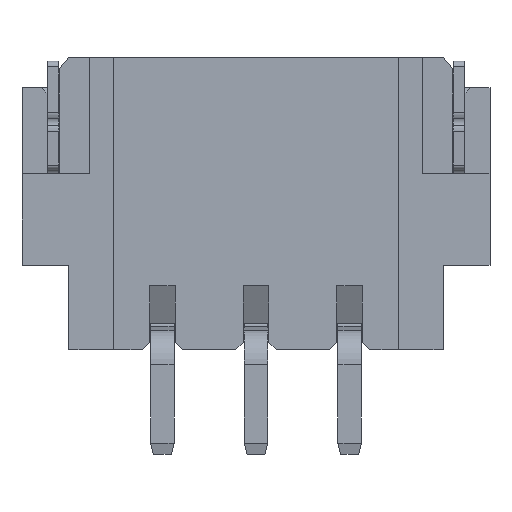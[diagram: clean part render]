
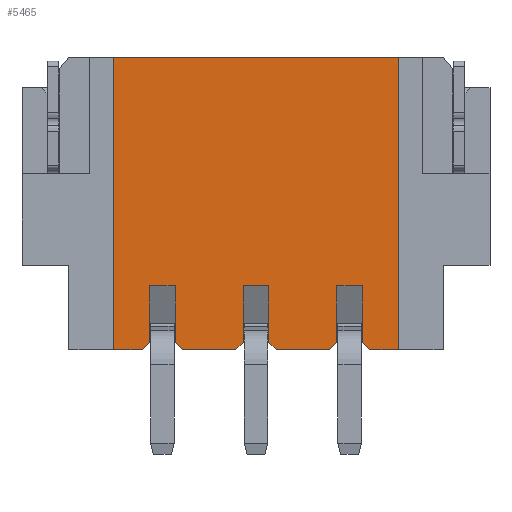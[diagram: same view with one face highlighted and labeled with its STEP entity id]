
A CAD part, front view. The second image highlights one B-rep face of the part: STEP entity #5465.
In plain terms, the highlighted planar face has unit normal (0, -1, 0).
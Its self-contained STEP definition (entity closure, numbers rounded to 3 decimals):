
#227=DIRECTION('',(-0.707,0.,0.707));
#228=VECTOR('',#227,0.283);
#229=CARTESIAN_POINT('',(9.29,-5.7,-7.8));
#230=LINE('',#229,#228);
#231=DIRECTION('',(0.,0.,1.));
#232=VECTOR('',#231,1.5);
#233=CARTESIAN_POINT('',(9.09,-5.7,-7.6));
#234=LINE('',#233,#232);
#235=DIRECTION('',(-1.,0.,0.));
#236=VECTOR('',#235,0.68);
#237=CARTESIAN_POINT('',(9.09,-5.7,-6.1));
#238=LINE('',#237,#236);
#239=DIRECTION('',(-0.707,0.,-0.707));
#240=VECTOR('',#239,0.283);
#241=CARTESIAN_POINT('',(8.41,-5.7,-7.6));
#242=LINE('',#241,#240);
#243=DIRECTION('',(-0.707,0.,0.707));
#244=VECTOR('',#243,0.283);
#245=CARTESIAN_POINT('',(6.79,-5.7,-7.8));
#246=LINE('',#245,#244);
#247=DIRECTION('',(-1.,0.,0.));
#248=VECTOR('',#247,0.68);
#249=CARTESIAN_POINT('',(6.59,-5.7,-6.1));
#250=LINE('',#249,#248);
#251=DIRECTION('',(-0.707,0.,-0.707));
#252=VECTOR('',#251,0.283);
#253=CARTESIAN_POINT('',(5.91,-5.7,-7.6));
#254=LINE('',#253,#252);
#255=DIRECTION('',(-0.707,0.,0.707));
#256=VECTOR('',#255,0.283);
#257=CARTESIAN_POINT('',(4.29,-5.7,-7.8));
#258=LINE('',#257,#256);
#259=DIRECTION('',(-1.,0.,0.));
#260=VECTOR('',#259,0.68);
#261=CARTESIAN_POINT('',(4.09,-5.7,-6.1));
#262=LINE('',#261,#260);
#263=DIRECTION('',(-0.707,0.,-0.707));
#264=VECTOR('',#263,0.283);
#265=CARTESIAN_POINT('',(3.41,-5.7,-7.6));
#266=LINE('',#265,#264);
#267=DIRECTION('',(1.,0.,0.));
#268=VECTOR('',#267,7.6);
#269=CARTESIAN_POINT('',(2.45,-5.7,0.));
#270=LINE('',#269,#268);
#283=DIRECTION('',(1.,0.,0.));
#284=VECTOR('',#283,0.76);
#285=CARTESIAN_POINT('',(9.29,-5.7,-7.8));
#286=LINE('',#285,#284);
#295=DIRECTION('',(0.,0.,1.));
#296=VECTOR('',#295,7.8);
#297=CARTESIAN_POINT('',(10.05,-5.7,-7.8));
#298=LINE('',#297,#296);
#1269=DIRECTION('',(0.,0.,1.));
#1270=VECTOR('',#1269,1.5);
#1271=CARTESIAN_POINT('',(8.41,-5.7,-7.6));
#1272=LINE('',#1271,#1270);
#1309=DIRECTION('',(0.,0.,-1.));
#1310=VECTOR('',#1309,1.5);
#1311=CARTESIAN_POINT('',(6.59,-5.7,-6.1));
#1312=LINE('',#1311,#1310);
#1325=DIRECTION('',(1.,0.,0.));
#1326=VECTOR('',#1325,1.42);
#1327=CARTESIAN_POINT('',(6.79,-5.7,-7.8));
#1328=LINE('',#1327,#1326);
#1333=DIRECTION('',(0.,0.,1.));
#1334=VECTOR('',#1333,1.5);
#1335=CARTESIAN_POINT('',(5.91,-5.7,-7.6));
#1336=LINE('',#1335,#1334);
#1373=DIRECTION('',(0.,0.,-1.));
#1374=VECTOR('',#1373,1.5);
#1375=CARTESIAN_POINT('',(4.09,-5.7,-6.1));
#1376=LINE('',#1375,#1374);
#1385=DIRECTION('',(1.,0.,0.));
#1386=VECTOR('',#1385,1.42);
#1387=CARTESIAN_POINT('',(4.29,-5.7,-7.8));
#1388=LINE('',#1387,#1386);
#1393=DIRECTION('',(0.,0.,1.));
#1394=VECTOR('',#1393,1.5);
#1395=CARTESIAN_POINT('',(3.41,-5.7,-7.6));
#1396=LINE('',#1395,#1394);
#1413=DIRECTION('',(1.,0.,0.));
#1414=VECTOR('',#1413,0.76);
#1415=CARTESIAN_POINT('',(2.45,-5.7,-7.8));
#1416=LINE('',#1415,#1414);
#2355=DIRECTION('',(0.,0.,-1.));
#2356=VECTOR('',#2355,7.8);
#2357=CARTESIAN_POINT('',(2.45,-5.7,0.));
#2358=LINE('',#2357,#2356);
#3805=CARTESIAN_POINT('',(10.05,-5.7,0.));
#3807=VERTEX_POINT('',#3805);
#3809=CARTESIAN_POINT('',(2.45,-5.7,0.));
#3810=VERTEX_POINT('',#3809);
#4080=CARTESIAN_POINT('',(4.09,-5.7,-6.1));
#4082=VERTEX_POINT('',#4080);
#4086=CARTESIAN_POINT('',(6.59,-5.7,-6.1));
#4088=VERTEX_POINT('',#4086);
#4092=CARTESIAN_POINT('',(9.09,-5.7,-6.1));
#4094=VERTEX_POINT('',#4092);
#4125=CARTESIAN_POINT('',(9.09,-5.7,-7.6));
#4126=VERTEX_POINT('',#4125);
#4127=CARTESIAN_POINT('',(9.29,-5.7,-7.8));
#4128=VERTEX_POINT('',#4127);
#4129=CARTESIAN_POINT('',(8.41,-5.7,-6.1));
#4130=VERTEX_POINT('',#4129);
#4131=CARTESIAN_POINT('',(8.41,-5.7,-7.6));
#4132=VERTEX_POINT('',#4131);
#4133=CARTESIAN_POINT('',(8.21,-5.7,-7.8));
#4134=VERTEX_POINT('',#4133);
#4135=CARTESIAN_POINT('',(6.79,-5.7,-7.8));
#4136=CARTESIAN_POINT('',(6.59,-5.7,-7.6));
#4137=VERTEX_POINT('',#4135);
#4138=VERTEX_POINT('',#4136);
#4139=CARTESIAN_POINT('',(5.91,-5.7,-6.1));
#4140=VERTEX_POINT('',#4139);
#4141=CARTESIAN_POINT('',(5.91,-5.7,-7.6));
#4142=VERTEX_POINT('',#4141);
#4143=CARTESIAN_POINT('',(5.71,-5.7,-7.8));
#4144=VERTEX_POINT('',#4143);
#4145=CARTESIAN_POINT('',(4.29,-5.7,-7.8));
#4146=CARTESIAN_POINT('',(4.09,-5.7,-7.6));
#4147=VERTEX_POINT('',#4145);
#4148=VERTEX_POINT('',#4146);
#4149=CARTESIAN_POINT('',(3.41,-5.7,-6.1));
#4150=VERTEX_POINT('',#4149);
#4151=CARTESIAN_POINT('',(3.41,-5.7,-7.6));
#4152=VERTEX_POINT('',#4151);
#4153=CARTESIAN_POINT('',(3.21,-5.7,-7.8));
#4154=VERTEX_POINT('',#4153);
#4155=CARTESIAN_POINT('',(2.45,-5.7,-7.8));
#4156=VERTEX_POINT('',#4155);
#4157=CARTESIAN_POINT('',(10.05,-5.7,-7.8));
#4158=VERTEX_POINT('',#4157);
#5419=CARTESIAN_POINT('',(6.25,-5.7,-3.9));
#5420=DIRECTION('',(0.,1.,0.));
#5421=DIRECTION('',(1.,0.,0.));
#5422=AXIS2_PLACEMENT_3D('',#5419,#5420,#5421);
#5423=PLANE('',#5422);
#5425=ORIENTED_EDGE('',*,*,#5424,.T.);
#5427=ORIENTED_EDGE('',*,*,#5426,.T.);
#5428=ORIENTED_EDGE('',*,*,#5373,.T.);
#5430=ORIENTED_EDGE('',*,*,#5429,.F.);
#5432=ORIENTED_EDGE('',*,*,#5431,.T.);
#5434=ORIENTED_EDGE('',*,*,#5433,.F.);
#5436=ORIENTED_EDGE('',*,*,#5435,.T.);
#5438=ORIENTED_EDGE('',*,*,#5437,.F.);
#5439=ORIENTED_EDGE('',*,*,#5365,.T.);
#5441=ORIENTED_EDGE('',*,*,#5440,.F.);
#5443=ORIENTED_EDGE('',*,*,#5442,.T.);
#5445=ORIENTED_EDGE('',*,*,#5444,.F.);
#5447=ORIENTED_EDGE('',*,*,#5446,.T.);
#5449=ORIENTED_EDGE('',*,*,#5448,.F.);
#5450=ORIENTED_EDGE('',*,*,#5357,.T.);
#5452=ORIENTED_EDGE('',*,*,#5451,.F.);
#5453=ORIENTED_EDGE('',*,*,#5409,.T.);
#5455=ORIENTED_EDGE('',*,*,#5454,.F.);
#5457=ORIENTED_EDGE('',*,*,#5456,.F.);
#5458=ORIENTED_EDGE('',*,*,#4968,.T.);
#5460=ORIENTED_EDGE('',*,*,#5459,.F.);
#5462=ORIENTED_EDGE('',*,*,#5461,.F.);
#5463=EDGE_LOOP('',(#5425,#5427,#5428,#5430,#5432,#5434,#5436,#5438,#5439,#5441,
#5443,#5445,#5447,#5449,#5450,#5452,#5453,#5455,#5457,#5458,#5460,#5462));
#5464=FACE_OUTER_BOUND('',#5463,.F.);
#4968=EDGE_CURVE('',#3810,#3807,#270,.T.);
#5357=EDGE_CURVE('',#4082,#4150,#262,.T.);
#5365=EDGE_CURVE('',#4088,#4140,#250,.T.);
#5373=EDGE_CURVE('',#4094,#4130,#238,.T.);
#5409=EDGE_CURVE('',#4152,#4154,#266,.T.);
#5424=EDGE_CURVE('',#4128,#4126,#230,.T.);
#5426=EDGE_CURVE('',#4126,#4094,#234,.T.);
#5429=EDGE_CURVE('',#4132,#4130,#1272,.T.);
#5431=EDGE_CURVE('',#4132,#4134,#242,.T.);
#5433=EDGE_CURVE('',#4137,#4134,#1328,.T.);
#5435=EDGE_CURVE('',#4137,#4138,#246,.T.);
#5437=EDGE_CURVE('',#4088,#4138,#1312,.T.);
#5440=EDGE_CURVE('',#4142,#4140,#1336,.T.);
#5442=EDGE_CURVE('',#4142,#4144,#254,.T.);
#5444=EDGE_CURVE('',#4147,#4144,#1388,.T.);
#5446=EDGE_CURVE('',#4147,#4148,#258,.T.);
#5448=EDGE_CURVE('',#4082,#4148,#1376,.T.);
#5451=EDGE_CURVE('',#4152,#4150,#1396,.T.);
#5454=EDGE_CURVE('',#4156,#4154,#1416,.T.);
#5456=EDGE_CURVE('',#3810,#4156,#2358,.T.);
#5459=EDGE_CURVE('',#4158,#3807,#298,.T.);
#5461=EDGE_CURVE('',#4128,#4158,#286,.T.);
#5465=ADVANCED_FACE('',(#5464),#5423,.F.);
